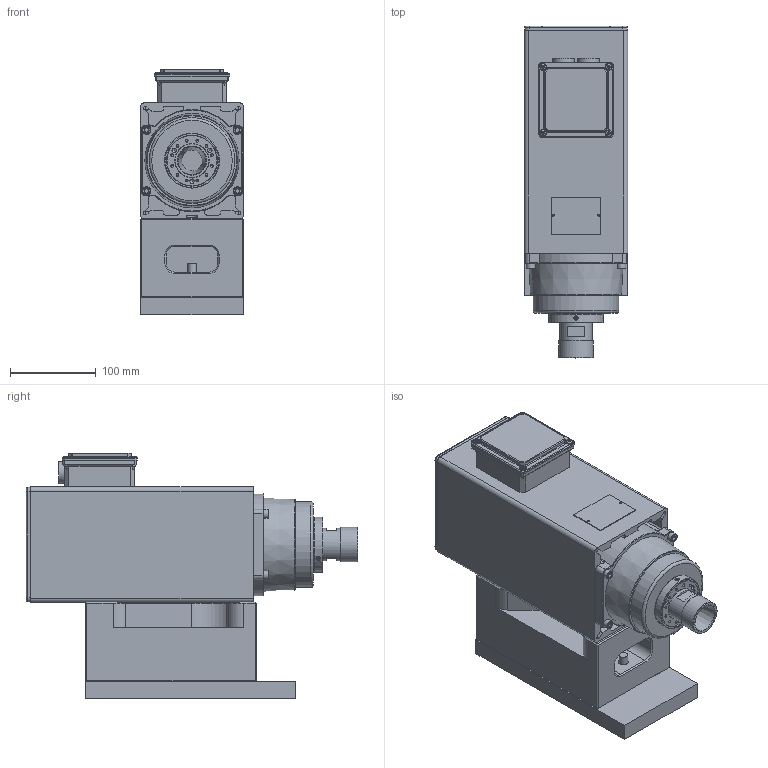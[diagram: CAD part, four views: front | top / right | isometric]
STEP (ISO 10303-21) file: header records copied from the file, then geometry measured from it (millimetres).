
FILE_DESCRIPTION(/* description */ (''),/* implementation_level */ '2;1');
FILE_NAME(/* name */ 'BF20_Spindle_Adaptor v136.step',/* time_stamp */ '2020-08-27T21:43:01+02:00',/* author */ (''),/* organization */ (''),/* preprocessor_version */ 'ST-DEVELOPER v18.1',/* originating_system */ 'Autodesk Translation Framework v9.3.0.1241',/* authorisation */ '');
FILE_SCHEMA (('AUTOMOTIVE_DESIGN { 1 0 10303 214 3 1 1 }'));
Products named in the file (4): BF20_Spindle_Adaptor; Spindle-C60/67; Sledge Z-Axis; Adaptor
Assembly tree (3 placements, depth 2):
  BF20_Spindle_Adaptor
    Spindle-C60/67
    Sledge Z-Axis
    Adaptor
Bounding box: 120.8 x 387 x 286.75 mm (x, y, z)
Volume: 6780347.6 mm3; surface area: 642098.9 mm2
Topology: 3 solids, 33 shells, 2322 faces, 5837 edges, 3696 vertices
Faces by surface type: plane 1545, cylinder 501, cone 189, torus 66, sphere 16, bspline 5
Full cylindrical faces by diameter (mm): 2.2 x2, 2.5 x2, 3.242 x63, 3.714 x4, 4 x22, 4.2 x3, 4.5 x6, 4.7 x4, 4.773 x8, 4.917 x11, 5.1 x3, 6 x16, 6.5 x8, 8 x8, 8.376 x4, 9 x2, 10 x13, 12 x2, 12.5 x1, 14 x1, 14.5 x1, 17.294 x2, 20 x5, 24 x1, 25 x3, 25.02 x1, 25.3 x1, 34 x1, 37.8 x1, 38.376 x1
Entity records: 71737 total; most frequent: CARTESIAN_POINT 13418, DIRECTION 11683, ORIENTED_EDGE 11562, EDGE_CURVE 5781, LINE 3981, VECTOR 3981, AXIS2_PLACEMENT_3D 3851, VERTEX_POINT 3696
